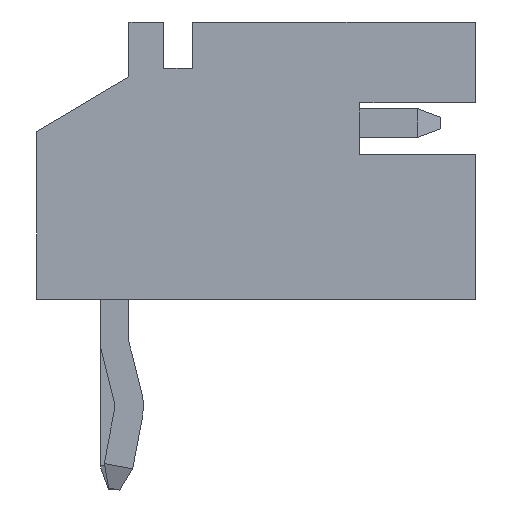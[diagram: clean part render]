
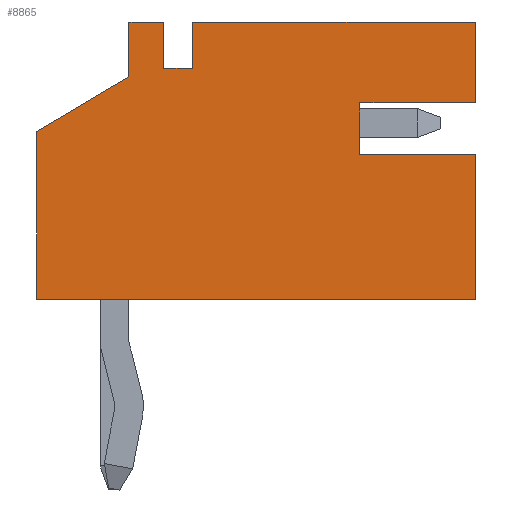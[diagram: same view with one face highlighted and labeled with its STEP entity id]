
A CAD part, left-side view. The second image highlights one B-rep face of the part: STEP entity #8865.
In plain terms, the highlighted face is planar.
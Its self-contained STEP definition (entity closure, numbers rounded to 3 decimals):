
#1659=ORIENTED_EDGE('',*,*,#2640,.F.);
#1660=ORIENTED_EDGE('',*,*,#2638,.F.);
#1661=ORIENTED_EDGE('',*,*,#2476,.F.);
#1662=ORIENTED_EDGE('',*,*,#2459,.F.);
#1663=ORIENTED_EDGE('',*,*,#2631,.T.);
#1664=ORIENTED_EDGE('',*,*,#2634,.T.);
#1665=ORIENTED_EDGE('',*,*,#2636,.T.);
#1666=ORIENTED_EDGE('',*,*,#2410,.F.);
#1667=ORIENTED_EDGE('',*,*,#2762,.F.);
#1668=ORIENTED_EDGE('',*,*,#2646,.F.);
#1669=ORIENTED_EDGE('',*,*,#2643,.F.);
#1670=ORIENTED_EDGE('',*,*,#2528,.F.);
#1671=ORIENTED_EDGE('',*,*,#2520,.F.);
#1672=ORIENTED_EDGE('',*,*,#2642,.F.);
#2410=EDGE_CURVE('',#3187,#3188,#3798,.T.);
#2459=EDGE_CURVE('',#3218,#3219,#3847,.T.);
#2476=EDGE_CURVE('',#3219,#3235,#3864,.T.);
#2520=EDGE_CURVE('',#3267,#3268,#3908,.T.);
#2528=EDGE_CURVE('',#3268,#3274,#3916,.T.);
#2631=EDGE_CURVE('',#3218,#3352,#4012,.T.);
#2634=EDGE_CURVE('',#3352,#3354,#4015,.T.);
#2636=EDGE_CURVE('',#3354,#3188,#4017,.T.);
#2638=EDGE_CURVE('',#3235,#3355,#4019,.T.);
#2640=EDGE_CURVE('',#3355,#3356,#4021,.T.);
#2642=EDGE_CURVE('',#3356,#3267,#4023,.T.);
#2643=EDGE_CURVE('',#3274,#3357,#4024,.T.);
#2646=EDGE_CURVE('',#3357,#3359,#4027,.T.);
#2762=EDGE_CURVE('',#3359,#3187,#4136,.T.);
#3187=VERTEX_POINT('',#11997);
#3188=VERTEX_POINT('',#11999);
#3218=VERTEX_POINT('',#12090);
#3219=VERTEX_POINT('',#12092);
#3235=VERTEX_POINT('',#12127);
#3267=VERTEX_POINT('',#12216);
#3268=VERTEX_POINT('',#12218);
#3274=VERTEX_POINT('',#12233);
#3352=VERTEX_POINT('',#12425);
#3354=VERTEX_POINT('',#12431);
#3355=VERTEX_POINT('',#12439);
#3356=VERTEX_POINT('',#12443);
#3357=VERTEX_POINT('',#12449);
#3359=VERTEX_POINT('',#12455);
#3798=LINE('',#11998,#4600);
#3847=LINE('',#12091,#4649);
#3864=LINE('',#12126,#4666);
#3908=LINE('',#12217,#4710);
#3916=LINE('',#12232,#4718);
#4012=LINE('',#12426,#4814);
#4015=LINE('',#12432,#4817);
#4017=LINE('',#12435,#4819);
#4019=LINE('',#12438,#4821);
#4021=LINE('',#12442,#4823);
#4023=LINE('',#12446,#4825);
#4024=LINE('',#12448,#4826);
#4027=LINE('',#12454,#4829);
#4136=LINE('',#12692,#4938);
#4600=VECTOR('',#10217,1000.);
#4649=VECTOR('',#10292,1000.);
#4666=VECTOR('',#10313,1000.);
#4710=VECTOR('',#10385,1000.);
#4718=VECTOR('',#10395,1000.);
#4814=VECTOR('',#10529,1000.);
#4817=VECTOR('',#10534,1000.);
#4819=VECTOR('',#10538,1000.);
#4821=VECTOR('',#10542,1000.);
#4823=VECTOR('',#10546,1000.);
#4825=VECTOR('',#10550,1000.);
#4826=VECTOR('',#10553,1000.);
#4829=VECTOR('',#10558,1000.);
#4938=VECTOR('',#10845,1000.);
#5362=EDGE_LOOP('',(#1659,#1660,#1661,#1662,#1663,#1664,#1665,#1666,#1667,
#1668,#1669,#1670,#1671,#1672));
#5732=FACE_BOUND('',#5362,.T.);
#6047=PLANE('',#9330);
#8865=ADVANCED_FACE('',(#5732),#6047,.F.);
#9330=AXIS2_PLACEMENT_3D('',#12694,#10848,#10849);
#10217=DIRECTION('',(0.,0.,1.));
#10292=DIRECTION('',(0.,0.,1.));
#10313=DIRECTION('',(0.,1.,0.));
#10385=DIRECTION('',(0.,1.,0.));
#10395=DIRECTION('',(0.,0.,-1.));
#10529=DIRECTION('',(0.,1.,0.));
#10534=DIRECTION('',(0.,0.,-1.));
#10538=DIRECTION('',(0.,-1.,0.));
#10542=DIRECTION('',(0.,0.,-1.));
#10546=DIRECTION('',(0.,1.,0.));
#10550=DIRECTION('',(0.,0.,1.));
#10553=DIRECTION('',(0.,-1.,0.));
#10558=DIRECTION('',(0.,-0.511,0.86));
#10845=DIRECTION('',(0.,-1.,0.));
#10848=DIRECTION('',(-1.,0.,0.));
#10849=DIRECTION('',(0.,0.,1.));
#11997=CARTESIAN_POINT('',(9.,-2.4,-3.));
#11998=CARTESIAN_POINT('',(9.,-2.4,-3.));
#11999=CARTESIAN_POINT('',(9.,-2.4,-2.4));
#12090=CARTESIAN_POINT('',(9.,-2.4,-1.9));
#12091=CARTESIAN_POINT('',(9.,-2.4,-3.));
#12092=CARTESIAN_POINT('',(9.,-2.4,3.));
#12126=CARTESIAN_POINT('',(9.,-2.4,3.));
#12127=CARTESIAN_POINT('',(9.,-1.,3.));
#12216=CARTESIAN_POINT('',(9.,-0.1,3.));
#12217=CARTESIAN_POINT('',(9.,-2.4,3.));
#12218=CARTESIAN_POINT('',(9.,2.4,3.));
#12232=CARTESIAN_POINT('',(9.,2.4,3.));
#12233=CARTESIAN_POINT('',(9.,2.4,-4.6));
#12425=CARTESIAN_POINT('',(9.,-1.6,-1.9));
#12426=CARTESIAN_POINT('',(9.,-2.4,-1.9));
#12431=CARTESIAN_POINT('',(9.,-1.6,-2.4));
#12432=CARTESIAN_POINT('',(9.,-1.6,-1.9));
#12435=CARTESIAN_POINT('',(9.,-1.6,-2.4));
#12438=CARTESIAN_POINT('',(9.,-1.,3.));
#12439=CARTESIAN_POINT('',(9.,-1.,1.));
#12442=CARTESIAN_POINT('',(9.,-1.,1.));
#12443=CARTESIAN_POINT('',(9.,-0.1,1.));
#12446=CARTESIAN_POINT('',(9.,-0.1,1.));
#12448=CARTESIAN_POINT('',(9.,2.4,-4.6));
#12449=CARTESIAN_POINT('',(9.,-0.5,-4.6));
#12454=CARTESIAN_POINT('',(9.,-0.5,-4.6));
#12455=CARTESIAN_POINT('',(9.,-1.45,-3.));
#12692=CARTESIAN_POINT('',(9.,2.4,-3.));
#12694=CARTESIAN_POINT('',(9.,0.,0.));
